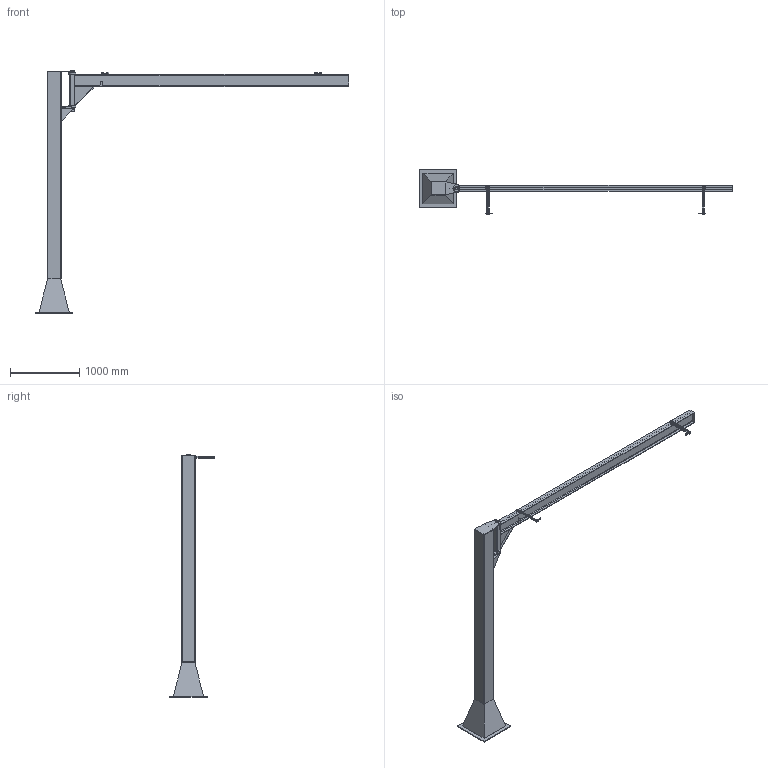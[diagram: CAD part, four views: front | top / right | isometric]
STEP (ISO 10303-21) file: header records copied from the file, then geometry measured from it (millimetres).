
FILE_DESCRIPTION(('STEP AP214'),'1');
FILE_NAME('LOKE PKL 125-4.stp','2018-02-07T12:24:46',(' '),(' '),'Spatial InterOp 3D',' ',' ');
FILE_SCHEMA(('automotive_design'));
Length unit declared in the file: millimetre
Products named in the file (60): Pelare III; Förstärkningsplåt III; Undre Fästöra III; Övre Fästöra III; Axel III / IV; Axelkant III / IV; Distansbricka III / IV; Hylsa III / IV; Bultf_rband M8x65; DIN_985 M8; M6S M8x65; Broms Pelare III; Bromsback III; Bolt Assembly; Gängstång M10x110; M6M M10; Tryckfjäder Ø14/10,5, L=55; Pelare; Fot; Part3; PMH Pelarsvangkran Loke 125-4; L0125-4; Lagerbox III; KKR; Plattstång; Plåt; Vinkelstång; IPE180; B_rlinekomponenter; Hållare till Bärlinestag; Bärlinestag; M6S M8x20; M6M M8; Bultf_rband; Skruv_gla; Skruvögla M8x60
Assembly tree (62 placements, depth 6):
  PMH Pelarsvangkran Loke 125-4
    Pelare III
      Förstärkningsplåt III
      Förstärkningsplåt III
      Undre Fästöra III
      Övre Fästöra III
      Axel III / IV
        Axelkant III / IV
        Axel III / IV
        Distansbricka III / IV
        Hylsa III / IV
        Bultf_rband M8x65
          DIN_985 M8
          M6S M8x65
      Broms Pelare III
        Bromsback III
        Bolt Assembly
          Gängstång M10x110
          M6M M10  x2
          Tryckfjäder Ø14/10,5, L=55
        Bolt Assembly
          Gängstång M10x110
          M6M M10
          M6M M10
          Tryckfjäder Ø14/10,5, L=55
      Pelare
      Fot
      Part3
    L0125-4
      Lagerbox III
      (unnamed)
      KKR
      Plattstång
      Plåt
      Vinkelstång
      (unnamed)
      IPE180
      Plåt
      B_rlinekomponenter
        Hållare till Bärlinestag
        (unnamed)
        Bärlinestag
        (unnamed)
        Bultf_rband
          Bolt Assembly  x2
            M6S M8x20
            M6M M8
          Bolt Assembly
            M6S M8x20
            M6M M8
          Bolt Assembly
            M6S M8x20
            M6M M8
        Skruv_gla
          Skruvögla M8x60
          M6M M8  x2
        Skruv_gla
          Skruvögla M8x60
          M6M M8
          M6M M8
Bounding box: 4541.5 x 648 x 3515 mm (x, y, z)
Volume: 187813847.2 mm3; surface area: 7704140 mm2
Topology: 49 solids, 49 shells, 627 faces, 1369 edges, 843 vertices
Faces by surface type: plane 324, cone 204, cylinder 87, bspline 10, revolution 2
Full cylindrical faces by diameter (mm): 4.2 x1, 4.5 x1, 7.28 x1, 8 x16, 8.5 x4, 9 x11, 10 x6, 11 x2, 13 x1, 35 x3, 35.5 x2, 36 x1, 50 x3, 100 x2
Entity records: 26394 total; most frequent: CARTESIAN_POINT 9726, DIRECTION 2339, ORIENTED_EDGE 2188, EDGE_CURVE 1094, AXIS2_PLACEMENT_3D 938, VERTEX_POINT 721, EDGE_LOOP 693, FACE_OUTER_BOUND 606
